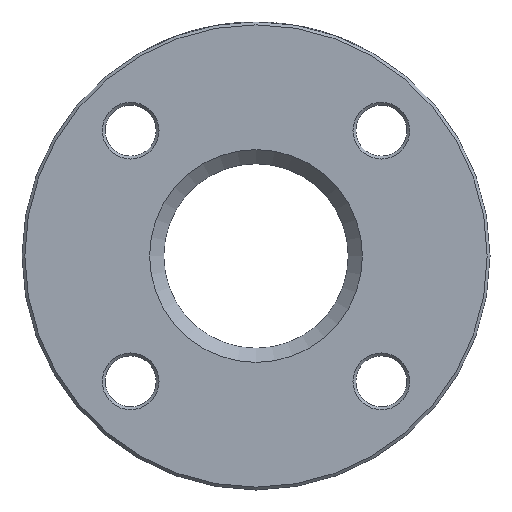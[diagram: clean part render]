
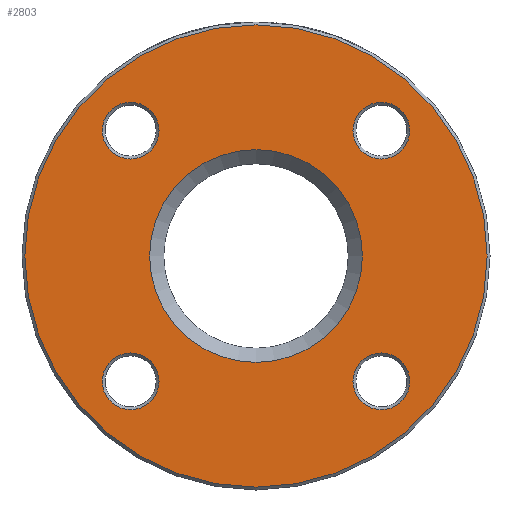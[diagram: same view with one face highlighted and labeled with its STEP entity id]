
A CAD part, left-side view. The second image highlights one B-rep face of the part: STEP entity #2803.
In plain terms, the highlighted planar face has unit normal (-1, 0, 0).
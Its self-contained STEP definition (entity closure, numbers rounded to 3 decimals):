
#168 = DIRECTION ( 'NONE',  ( 1., 0., 0. ) ) ;
#311 = CIRCLE ( 'NONE', #638, 10. ) ;
#387 = FACE_OUTER_BOUND ( 'NONE', #1821, .T. ) ;
#538 = EDGE_LOOP ( 'NONE', ( #1917 ) ) ;
#559 = AXIS2_PLACEMENT_3D ( 'NONE', #2260, #2283, #3832 ) ;
#638 = AXIS2_PLACEMENT_3D ( 'NONE', #2301, #3157, #3901 ) ;
#654 = CIRCLE ( 'NONE', #4239, 10. ) ;
#677 = VERTEX_POINT ( 'NONE', #2580 ) ;
#750 = DIRECTION ( 'NONE',  ( 1., 0., 0. ) ) ;
#827 = FACE_BOUND ( 'NONE', #3828, .T. ) ;
#1087 = EDGE_CURVE ( 'NONE', #2022, #2022, #311, .T. ) ;
#1191 = FACE_BOUND ( 'NONE', #2839, .T. ) ;
#1297 = VERTEX_POINT ( 'NONE', #2808 ) ;
#1329 = VERTEX_POINT ( 'NONE', #4121 ) ;
#1580 = ORIENTED_EDGE ( 'NONE', *, *, #2622, .T. ) ;
#1595 = DIRECTION ( 'NONE',  ( 0., 0., -1. ) ) ;
#1657 = EDGE_CURVE ( 'NONE', #4913, #4913, #2555, .T. ) ;
#1821 = EDGE_LOOP ( 'NONE', ( #2599 ) ) ;
#1851 = EDGE_CURVE ( 'NONE', #1329, #1329, #3050, .T. ) ;
#1917 = ORIENTED_EDGE ( 'NONE', *, *, #1087, .T. ) ;
#2022 = VERTEX_POINT ( 'NONE', #2496 ) ;
#2106 = CARTESIAN_POINT ( 'NONE',  ( 0., 0., -37.5 ) ) ;
#2260 = CARTESIAN_POINT ( 'NONE',  ( 0., 0., 0. ) ) ;
#2283 = DIRECTION ( 'NONE',  ( 1., 0., 0. ) ) ;
#2297 = EDGE_CURVE ( 'NONE', #1297, #1297, #4994, .T. ) ;
#2301 = CARTESIAN_POINT ( 'NONE',  ( 0., 44.194, 44.194 ) ) ;
#2428 = DIRECTION ( 'NONE',  ( 0., 0., -1. ) ) ;
#2438 = VERTEX_POINT ( 'NONE', #4040 ) ;
#2496 = CARTESIAN_POINT ( 'NONE',  ( 0., 44.194, 34.194 ) ) ;
#2555 = CIRCLE ( 'NONE', #559, 37.5 ) ;
#2580 = CARTESIAN_POINT ( 'NONE',  ( 0., -44.194, 34.194 ) ) ;
#2599 = ORIENTED_EDGE ( 'NONE', *, *, #1851, .T. ) ;
#2622 = EDGE_CURVE ( 'NONE', #2438, #2438, #4246, .T. ) ;
#2756 = FACE_BOUND ( 'NONE', #4669, .T. ) ;
#2803 = ADVANCED_FACE ( 'NONE', ( #827, #387, #2756, #4358, #1191, #4774 ), #3094, .F. ) ;
#2808 = CARTESIAN_POINT ( 'NONE',  ( 0., -44.194, -54.194 ) ) ;
#2839 = EDGE_LOOP ( 'NONE', ( #1580 ) ) ;
#2986 = AXIS2_PLACEMENT_3D ( 'NONE', #3542, #750, #4747 ) ;
#3050 = CIRCLE ( 'NONE', #4312, 81.5 ) ;
#3085 = DIRECTION ( 'NONE',  ( 1., 0., 0. ) ) ;
#3094 = PLANE ( 'NONE',  #2986 ) ;
#3132 = AXIS2_PLACEMENT_3D ( 'NONE', #4374, #3085, #1595 ) ;
#3136 = EDGE_LOOP ( 'NONE', ( #3612 ) ) ;
#3157 = DIRECTION ( 'NONE',  ( 1., 0., 0. ) ) ;
#3230 = DIRECTION ( 'NONE',  ( 0., 0., -1. ) ) ;
#3262 = DIRECTION ( 'NONE',  ( 0., 0., -1. ) ) ;
#3542 = CARTESIAN_POINT ( 'NONE',  ( 0., 32.5, 0. ) ) ;
#3612 = ORIENTED_EDGE ( 'NONE', *, *, #2297, .T. ) ;
#3640 = ORIENTED_EDGE ( 'NONE', *, *, #1657, .T. ) ;
#3681 = DIRECTION ( 'NONE',  ( -1., 0., 0. ) ) ;
#3706 = CARTESIAN_POINT ( 'NONE',  ( 0., 0., 0. ) ) ;
#3828 = EDGE_LOOP ( 'NONE', ( #3640 ) ) ;
#3832 = DIRECTION ( 'NONE',  ( 0., 0., -1. ) ) ;
#3901 = DIRECTION ( 'NONE',  ( 0., 0., -1. ) ) ;
#4040 = CARTESIAN_POINT ( 'NONE',  ( 0., 44.194, -54.194 ) ) ;
#4121 = CARTESIAN_POINT ( 'NONE',  ( 0., 0., -81.5 ) ) ;
#4126 = CARTESIAN_POINT ( 'NONE',  ( 0., 44.194, -44.194 ) ) ;
#4239 = AXIS2_PLACEMENT_3D ( 'NONE', #4868, #4425, #2428 ) ;
#4246 = CIRCLE ( 'NONE', #4923, 10. ) ;
#4312 = AXIS2_PLACEMENT_3D ( 'NONE', #3706, #3681, #3230 ) ;
#4358 = FACE_BOUND ( 'NONE', #3136, .T. ) ;
#4374 = CARTESIAN_POINT ( 'NONE',  ( 0., -44.194, -44.194 ) ) ;
#4425 = DIRECTION ( 'NONE',  ( 1., 0., 0. ) ) ;
#4517 = ORIENTED_EDGE ( 'NONE', *, *, #4824, .T. ) ;
#4669 = EDGE_LOOP ( 'NONE', ( #4517 ) ) ;
#4747 = DIRECTION ( 'NONE',  ( 0., 0., -1. ) ) ;
#4774 = FACE_BOUND ( 'NONE', #538, .T. ) ;
#4824 = EDGE_CURVE ( 'NONE', #677, #677, #654, .T. ) ;
#4868 = CARTESIAN_POINT ( 'NONE',  ( 0., -44.194, 44.194 ) ) ;
#4913 = VERTEX_POINT ( 'NONE', #2106 ) ;
#4923 = AXIS2_PLACEMENT_3D ( 'NONE', #4126, #168, #3262 ) ;
#4994 = CIRCLE ( 'NONE', #3132, 10. ) ;
